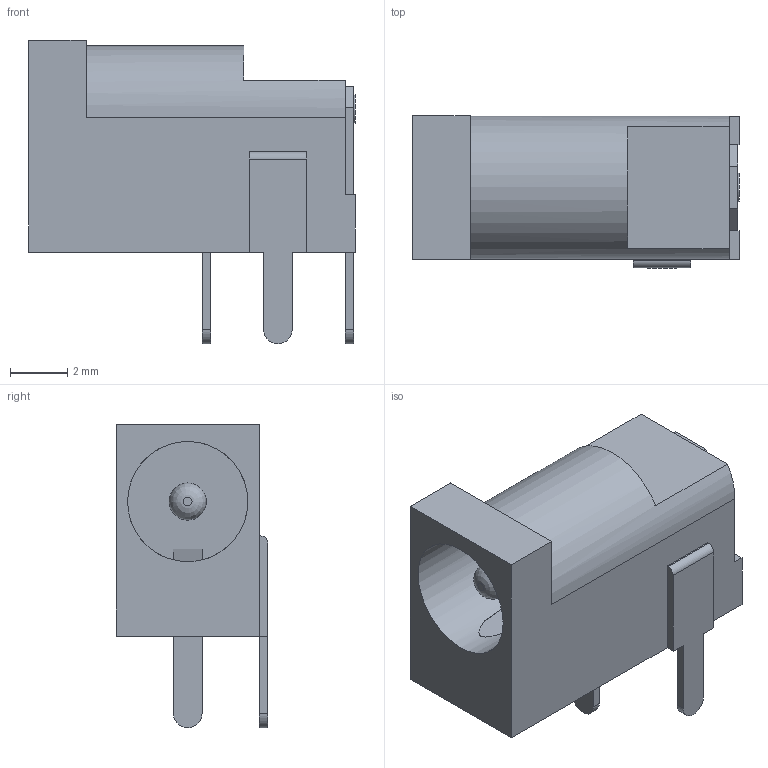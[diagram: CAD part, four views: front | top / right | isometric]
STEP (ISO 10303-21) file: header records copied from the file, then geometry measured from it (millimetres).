
FILE_DESCRIPTION(('for SolidWorks'),'2;1');
FILE_NAME('pj-007.step', '2016-11-28T20:51:36',('Serg'),(''),'Open CASCADE STEP processor 6.6', 'DipTrace','Unknown');
FILE_SCHEMA(('AUTOMOTIVE_DESIGN { 1 0 10303 214 1 1 1 1 }'));
Length unit declared in the file: millimetre
Products named in the file (2): ASSEMBLY; pj-007
Assembly tree (1 placements, depth 2):
  ASSEMBLY
    pj-007
Bounding box: 11.4 x 5.3 x 10.6 mm (x, y, z)
Volume: 285.6 mm3; surface area: 478.3 mm2
Topology: 1 solids, 1 shells, 59 faces, 153 edges, 100 vertices
Faces by surface type: plane 50, cylinder 8, revolution 1
Full cylindrical faces by diameter (mm): 1 x1, 1.3 x1, 4.2 x1
Entity records: 2233 total; most frequent: CARTESIAN_POINT 321, ORIENTED_EDGE 306, DIRECTION 297, EDGE_CURVE 153, LINE 130, VECTOR 130, VERTEX_POINT 100, AXIS2_PLACEMENT_3D 83
